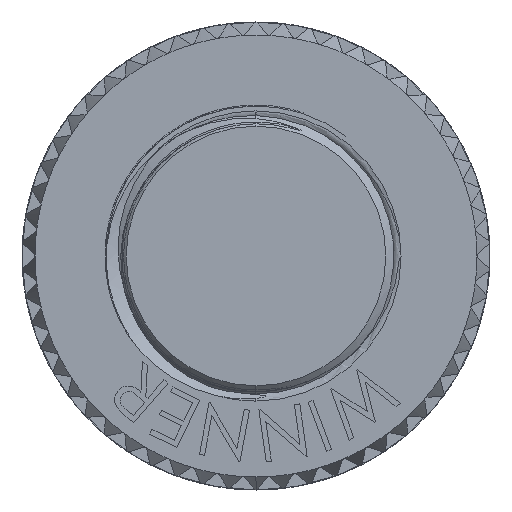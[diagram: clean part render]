
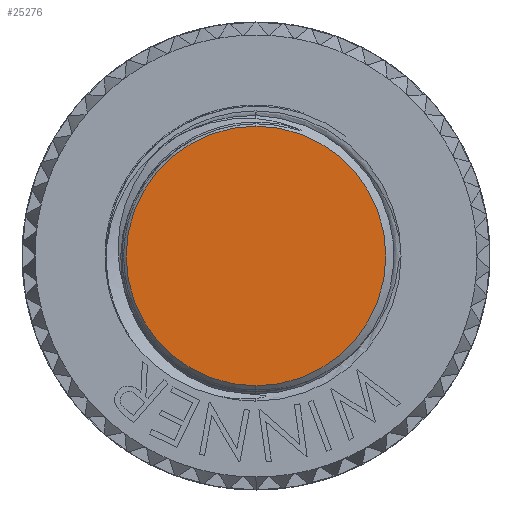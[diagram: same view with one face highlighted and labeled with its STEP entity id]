
A CAD part, left-side view. The second image highlights one B-rep face of the part: STEP entity #25276.
In plain terms, the highlighted planar face has unit normal (-1, 0, 0).
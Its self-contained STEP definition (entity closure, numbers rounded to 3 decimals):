
#2201 = ORIENTED_EDGE ( 'NONE', *, *, #52462, .T. ) ;
#8717 = AXIS2_PLACEMENT_3D ( 'NONE', #66293, #13574, #54475 ) ;
#9377 = CIRCLE ( 'NONE', #49023, 6.935 ) ;
#13095 = CIRCLE ( 'NONE', #35198, 6.935 ) ;
#13574 = DIRECTION ( 'NONE',  ( 1., 0., 0. ) ) ;
#21690 = VERTEX_POINT ( 'NONE', #30672 ) ;
#25276 = ADVANCED_FACE ( 'NONE', ( #33551 ), #72423, .F. ) ;
#28216 = CARTESIAN_POINT ( 'NONE',  ( -77.35, 0., 0. ) ) ;
#30672 = CARTESIAN_POINT ( 'NONE',  ( -77.35, 0., 6.935 ) ) ;
#33551 = FACE_OUTER_BOUND ( 'NONE', #44853, .T. ) ;
#34118 = DIRECTION ( 'NONE',  ( -1., 0., 0. ) ) ;
#35198 = AXIS2_PLACEMENT_3D ( 'NONE', #28216, #34118, #75024 ) ;
#44853 = EDGE_LOOP ( 'NONE', ( #64879, #2201 ) ) ;
#47164 = CARTESIAN_POINT ( 'NONE',  ( -77.35, 0., -6.935 ) ) ;
#47412 = DIRECTION ( 'NONE',  ( -1., 0., 0. ) ) ;
#49023 = AXIS2_PLACEMENT_3D ( 'NONE', #52293, #47412, #58186 ) ;
#52293 = CARTESIAN_POINT ( 'NONE',  ( -77.35, 0., 0. ) ) ;
#52462 = EDGE_CURVE ( 'NONE', #21690, #71392, #9377, .T. ) ;
#54475 = DIRECTION ( 'NONE',  ( 0., 0., -1. ) ) ;
#58186 = DIRECTION ( 'NONE',  ( 0., 0., 1. ) ) ;
#64879 = ORIENTED_EDGE ( 'NONE', *, *, #70848, .T. ) ;
#66293 = CARTESIAN_POINT ( 'NONE',  ( -77.35, 0., 0. ) ) ;
#70848 = EDGE_CURVE ( 'NONE', #71392, #21690, #13095, .T. ) ;
#71392 = VERTEX_POINT ( 'NONE', #47164 ) ;
#72423 = PLANE ( 'NONE',  #8717 ) ;
#75024 = DIRECTION ( 'NONE',  ( 0., 0., 1. ) ) ;
